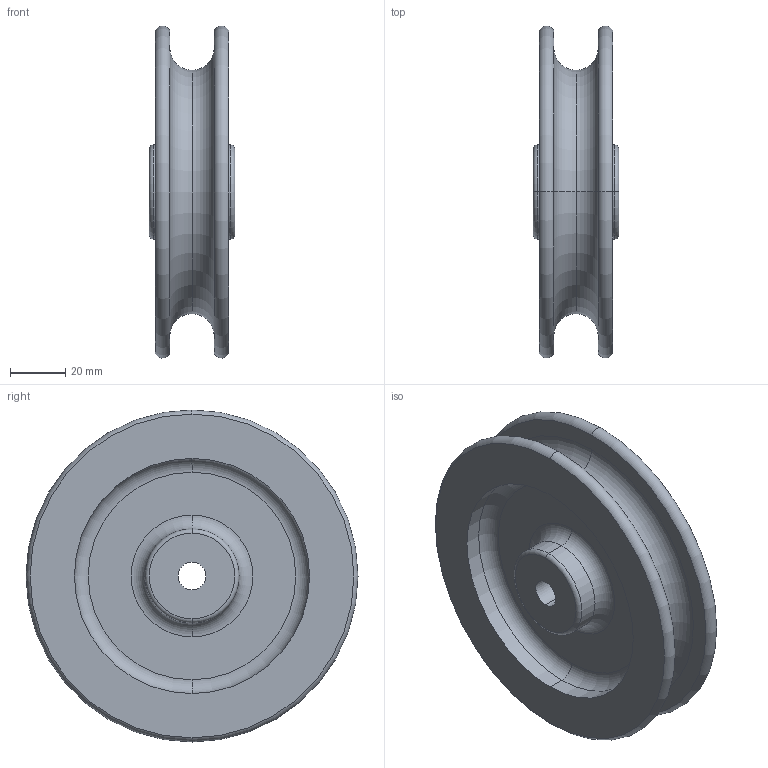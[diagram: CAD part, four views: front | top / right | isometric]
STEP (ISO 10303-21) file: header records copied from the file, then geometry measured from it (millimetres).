
FILE_DESCRIPTION (( 'STEP AP214' ), '1' );
FILE_NAME ('0016525.step', '2024-01-17T09:48:40', ( '' ), ( '' ), 'SwSTEP 2.0', 'SolidWorks 2020', '' );
FILE_SCHEMA (( 'AUTOMOTIVE_DESIGN' ));
Length unit declared in the file: millimetre
Products named in the file (1): 0016525
Bounding box: 31 x 119.99 x 119.99 mm (x, y, z)
Volume: 122854.9 mm3; surface area: 45914.3 mm2
Topology: 1 solids, 1 shells, 38 faces, 76 edges, 46 vertices
Faces by surface type: torus 20, cylinder 10, plane 8
Entity records: 1052 total; most frequent: DIRECTION 220, CARTESIAN_POINT 161, ORIENTED_EDGE 152, AXIS2_PLACEMENT_3D 105, EDGE_CURVE 76, CIRCLE 66, EDGE_LOOP 46, VERTEX_POINT 46
